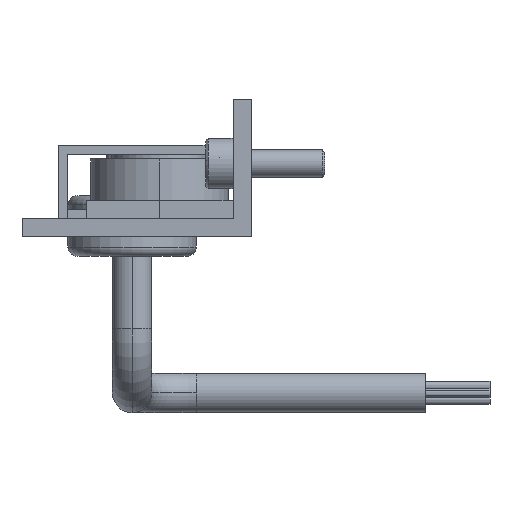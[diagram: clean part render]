
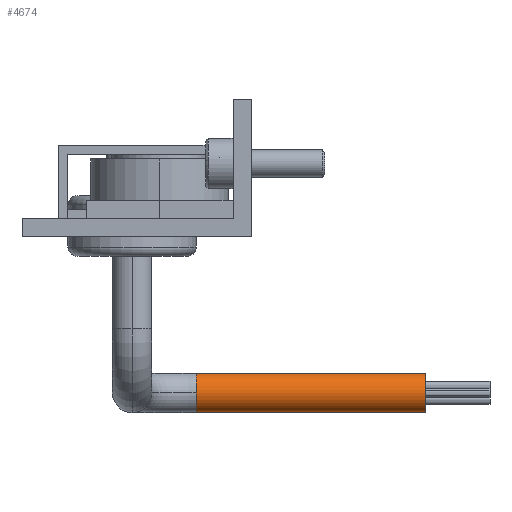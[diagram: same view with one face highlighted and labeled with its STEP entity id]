
A CAD part, left-side view. The second image highlights one B-rep face of the part: STEP entity #4674.
In plain terms, the highlighted cylindrical face has radius 2.15 mm (diameter 4.3 mm), a partial arc.
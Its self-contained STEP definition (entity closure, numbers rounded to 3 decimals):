
#244 = CARTESIAN_POINT ( 'NONE',  ( 17., -32., 16. ) ) ;
#912 = DIRECTION ( 'NONE',  ( 0., -1., 0. ) ) ;
#1047 = CARTESIAN_POINT ( 'NONE',  ( 19.15, -7., 16. ) ) ;
#1084 = DIRECTION ( 'NONE',  ( 0., -1., 0. ) ) ;
#1402 = CARTESIAN_POINT ( 'NONE',  ( 17., -7., 16. ) ) ;
#1669 = DIRECTION ( 'NONE',  ( 0., -1., 0. ) ) ;
#2574 = FACE_OUTER_BOUND ( 'NONE', #9232, .T. ) ;
#3133 = AXIS2_PLACEMENT_3D ( 'NONE', #244, #6303, #3302 ) ;
#3279 = CARTESIAN_POINT ( 'NONE',  ( 14.85, -7., 16. ) ) ;
#3302 = DIRECTION ( 'NONE',  ( 1., 0., 0. ) ) ;
#3310 = AXIS2_PLACEMENT_3D ( 'NONE', #5579, #1669, #7282 ) ;
#3519 = ORIENTED_EDGE ( 'NONE', *, *, #5057, .T. ) ;
#3592 = ORIENTED_EDGE ( 'NONE', *, *, #6101, .T. ) ;
#3612 = EDGE_CURVE ( 'NONE', #3835, #8129, #8175, .T. ) ;
#3835 = VERTEX_POINT ( 'NONE', #5490 ) ;
#3876 = LINE ( 'NONE', #5570, #8559 ) ;
#3997 = CARTESIAN_POINT ( 'NONE',  ( 19.15, -32., 16. ) ) ;
#4674 = ADVANCED_FACE ( 'NONE', ( #2574 ), #8790, .T. ) ;
#5057 = EDGE_CURVE ( 'NONE', #7790, #8953, #8357, .T. ) ;
#5485 = LINE ( 'NONE', #3279, #6118 ) ;
#5490 = CARTESIAN_POINT ( 'NONE',  ( 14.85, -32., 16. ) ) ;
#5570 = CARTESIAN_POINT ( 'NONE',  ( 19.15, -7., 16. ) ) ;
#5579 = CARTESIAN_POINT ( 'NONE',  ( 17., -7., 16. ) ) ;
#5788 = CARTESIAN_POINT ( 'NONE',  ( 17., -7., 13.85 ) ) ;
#5961 = CARTESIAN_POINT ( 'NONE',  ( 14.85, -7., 16. ) ) ;
#6015 = DIRECTION ( 'NONE',  ( 1., 0., 0. ) ) ;
#6101 = EDGE_CURVE ( 'NONE', #7708, #8129, #3876, .T. ) ;
#6118 = VECTOR ( 'NONE', #912, 1000. ) ;
#6303 = DIRECTION ( 'NONE',  ( 0., -1., 0. ) ) ;
#6441 = AXIS2_PLACEMENT_3D ( 'NONE', #1402, #7577, #6015 ) ;
#6495 = DIRECTION ( 'NONE',  ( 1., 0., 0. ) ) ;
#7206 = EDGE_CURVE ( 'NONE', #7790, #3835, #5485, .T. ) ;
#7282 = DIRECTION ( 'NONE',  ( 1., 0., 0. ) ) ;
#7540 = ORIENTED_EDGE ( 'NONE', *, *, #3612, .F. ) ;
#7577 = DIRECTION ( 'NONE',  ( 0., -1., 0. ) ) ;
#7680 = AXIS2_PLACEMENT_3D ( 'NONE', #8029, #1084, #6495 ) ;
#7708 = VERTEX_POINT ( 'NONE', #1047 ) ;
#7790 = VERTEX_POINT ( 'NONE', #5961 ) ;
#7832 = EDGE_CURVE ( 'NONE', #8953, #7708, #8398, .T. ) ;
#8029 = CARTESIAN_POINT ( 'NONE',  ( 17., -7., 16. ) ) ;
#8129 = VERTEX_POINT ( 'NONE', #3997 ) ;
#8175 = CIRCLE ( 'NONE', #3133, 2.15 ) ;
#8357 = CIRCLE ( 'NONE', #3310, 2.15 ) ;
#8398 = CIRCLE ( 'NONE', #6441, 2.15 ) ;
#8546 = DIRECTION ( 'NONE',  ( 0., -1., 0. ) ) ;
#8559 = VECTOR ( 'NONE', #8546, 1000. ) ;
#8790 = CYLINDRICAL_SURFACE ( 'NONE', #7680, 2.15 ) ;
#8953 = VERTEX_POINT ( 'NONE', #5788 ) ;
#9087 = ORIENTED_EDGE ( 'NONE', *, *, #7832, .T. ) ;
#9232 = EDGE_LOOP ( 'NONE', ( #9555, #3519, #9087, #3592, #7540 ) ) ;
#9555 = ORIENTED_EDGE ( 'NONE', *, *, #7206, .F. ) ;
